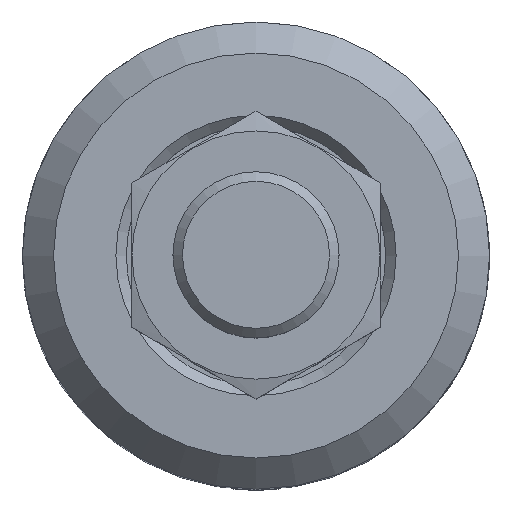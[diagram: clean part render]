
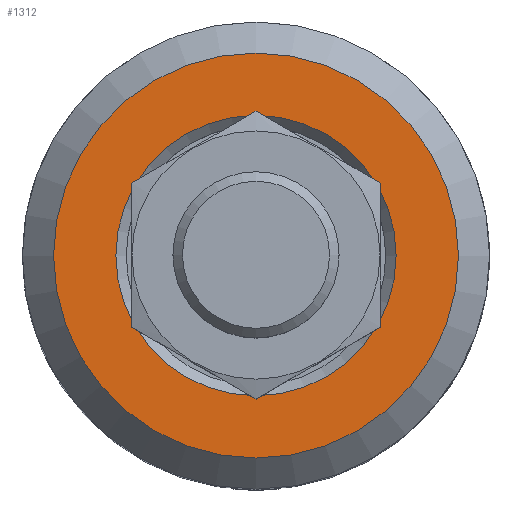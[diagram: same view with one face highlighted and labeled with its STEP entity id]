
A CAD part, top view. The second image highlights one B-rep face of the part: STEP entity #1312.
In plain terms, the highlighted planar face has unit normal (0, 0, 1).
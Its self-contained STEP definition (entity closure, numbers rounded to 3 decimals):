
#168=CIRCLE('',#1490,13.5);
#169=CIRCLE('',#1491,19.5);
#268=ORIENTED_EDGE('',*,*,#608,.T.);
#269=ORIENTED_EDGE('',*,*,#609,.F.);
#608=EDGE_CURVE('',#776,#776,#168,.T.);
#609=EDGE_CURVE('',#777,#777,#169,.T.);
#776=VERTEX_POINT('',#2145);
#777=VERTEX_POINT('',#2147);
#978=EDGE_LOOP('',(#268));
#979=EDGE_LOOP('',(#269));
#1126=FACE_BOUND('',#978,.T.);
#1127=FACE_BOUND('',#979,.T.);
#1269=PLANE('',#1489);
#1312=ADVANCED_FACE('',(#1126,#1127),#1269,.T.);
#1489=AXIS2_PLACEMENT_3D('',#2143,#1700,#1701);
#1490=AXIS2_PLACEMENT_3D('',#2144,#1702,#1703);
#1491=AXIS2_PLACEMENT_3D('',#2146,#1704,#1705);
#1700=DIRECTION('',(0.,0.,1.));
#1701=DIRECTION('',(1.,0.,0.));
#1702=DIRECTION('',(0.,0.,-1.));
#1703=DIRECTION('',(-1.,0.,0.));
#1704=DIRECTION('',(0.,0.,-1.));
#1705=DIRECTION('',(-1.,0.,0.));
#2143=CARTESIAN_POINT('',(0.,19.5,0.));
#2144=CARTESIAN_POINT('',(0.,0.,0.));
#2145=CARTESIAN_POINT('',(-13.5,0.,0.));
#2146=CARTESIAN_POINT('',(0.,0.,0.));
#2147=CARTESIAN_POINT('',(-19.5,0.,0.));
